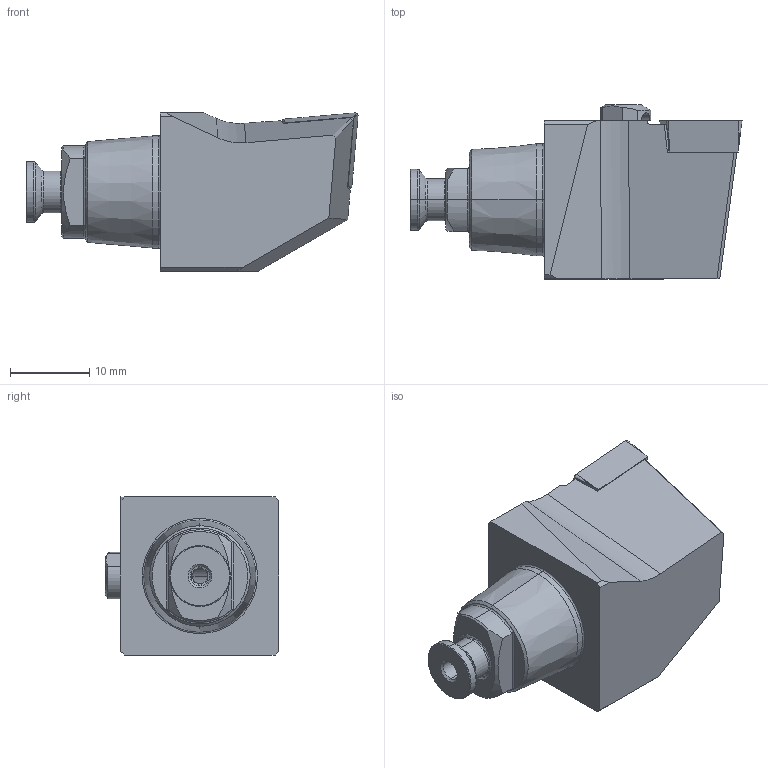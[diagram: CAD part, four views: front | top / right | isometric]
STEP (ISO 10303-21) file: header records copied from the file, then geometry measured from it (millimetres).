
FILE_DESCRIPTION (( 'STEP AP203' ), '1' );
FILE_NAME ('LW5.SCLCL.1025.09.STEP', '2024-08-26T13:36:16', ( '' ), ( '' ), 'SwSTEP 2.0', 'SolidWorks 2022', '' );
FILE_SCHEMA (( 'CONFIG_CONTROL_DESIGN' ));
Length unit declared in the file: millimetre
Products named in the file (7): LWX-ER1.007.002; LW4-U00.ER1.000_B; LW5.SCLCL.1025.09; ISO 14581 - M2x10; WCB-ER2.001.009_A; LW5-KCB.LLA.025_A; CCMT09T304
Assembly tree (6 placements, depth 2):
  LW5.SCLCL.1025.09
    LW5-KCB.LLA.025_A
    LW4-U00.ER1.000_B
    LWX-ER1.007.002
    ISO 14581 - M2x10
    WCB-ER2.001.009_A
    CCMT09T304
Bounding box: 42 x 22 x 20 mm (x, y, z)
Volume: 9141.3 mm3; surface area: 4421.1 mm2
Topology: 6 solids, 6 shells, 262 faces, 639 edges, 378 vertices
Faces by surface type: cylinder 80, cone 74, plane 69, torus 25, bspline 12, sphere 2
Entity records: 8737 total; most frequent: CARTESIAN_POINT 2029, DIRECTION 1285, ORIENTED_EDGE 1246, EDGE_CURVE 623, AXIS2_PLACEMENT_3D 514, VERTEX_POINT 378, EDGE_LOOP 275, FACE_OUTER_BOUND 262
